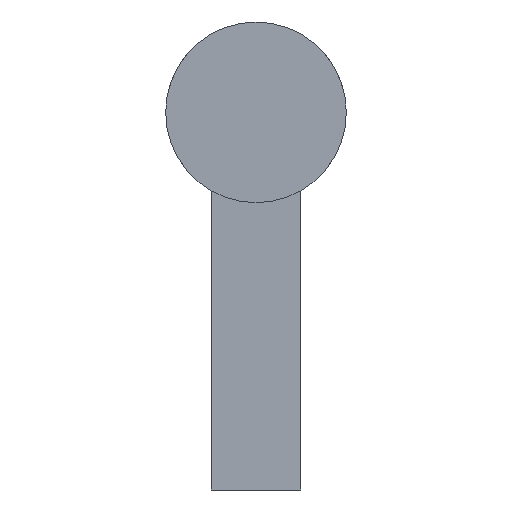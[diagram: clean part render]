
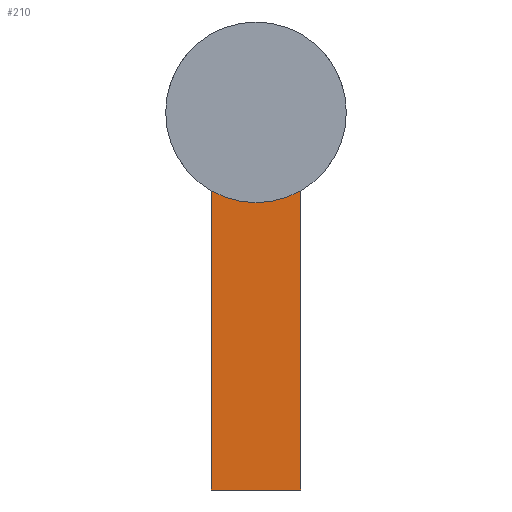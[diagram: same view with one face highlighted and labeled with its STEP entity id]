
A CAD part, front view. The second image highlights one B-rep face of the part: STEP entity #210.
In plain terms, the highlighted planar face has unit normal (0, -1, 0).
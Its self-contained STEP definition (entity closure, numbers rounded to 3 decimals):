
#43 = VERTEX_POINT ( 'NONE', #135 ) ;
#44 = EDGE_CURVE ( 'NONE', #325, #43, #372, .T. ) ;
#45 = CARTESIAN_POINT ( 'NONE',  ( -22.4, 17., -39.029 ) ) ;
#52 = EDGE_LOOP ( 'NONE', ( #227, #221, #148, #151, #121 ) ) ;
#65 = LINE ( 'NONE', #270, #174 ) ;
#75 = FACE_OUTER_BOUND ( 'NONE', #52, .T. ) ;
#87 = DIRECTION ( 'NONE',  ( 0., 1., 0. ) ) ;
#100 = AXIS2_PLACEMENT_3D ( 'NONE', #324, #87, #190 ) ;
#109 = CARTESIAN_POINT ( 'NONE',  ( -22.4, 17., 0. ) ) ;
#121 = ORIENTED_EDGE ( 'NONE', *, *, #312, .T. ) ;
#135 = CARTESIAN_POINT ( 'NONE',  ( 0., 17., -45. ) ) ;
#139 = EDGE_CURVE ( 'NONE', #161, #325, #65, .T. ) ;
#140 = DIRECTION ( 'NONE',  ( 0., 1., 0. ) ) ;
#143 = DIRECTION ( 'NONE',  ( 0., 0., 1. ) ) ;
#148 = ORIENTED_EDGE ( 'NONE', *, *, #346, .T. ) ;
#149 = CARTESIAN_POINT ( 'NONE',  ( -22.4, 17., -188.13 ) ) ;
#151 = ORIENTED_EDGE ( 'NONE', *, *, #296, .T. ) ;
#161 = VERTEX_POINT ( 'NONE', #209 ) ;
#164 = CIRCLE ( 'NONE', #100, 45. ) ;
#167 = DIRECTION ( 'NONE',  ( 0., 1., 0. ) ) ;
#174 = VECTOR ( 'NONE', #436, 1000. ) ;
#183 = LINE ( 'NONE', #291, #204 ) ;
#186 = CARTESIAN_POINT ( 'NONE',  ( 22.4, 17., -39.029 ) ) ;
#190 = DIRECTION ( 'NONE',  ( 0., 0., 1. ) ) ;
#204 = VECTOR ( 'NONE', #394, 1000. ) ;
#209 = CARTESIAN_POINT ( 'NONE',  ( 22.4, 17., -188.13 ) ) ;
#210 = ADVANCED_FACE ( 'NONE', ( #75 ), #212, .F. ) ;
#212 = PLANE ( 'NONE',  #224 ) ;
#221 = ORIENTED_EDGE ( 'NONE', *, *, #44, .T. ) ;
#224 = AXIS2_PLACEMENT_3D ( 'NONE', #347, #140, #143 ) ;
#227 = ORIENTED_EDGE ( 'NONE', *, *, #139, .T. ) ;
#270 = CARTESIAN_POINT ( 'NONE',  ( 22.4, 17., 0. ) ) ;
#291 = CARTESIAN_POINT ( 'NONE',  ( 0., 17., -188.13 ) ) ;
#292 = VECTOR ( 'NONE', #319, 1000. ) ;
#295 = CARTESIAN_POINT ( 'NONE',  ( 0., 17., 0. ) ) ;
#296 = EDGE_CURVE ( 'NONE', #398, #411, #417, .T. ) ;
#312 = EDGE_CURVE ( 'NONE', #411, #161, #183, .T. ) ;
#319 = DIRECTION ( 'NONE',  ( 0., 0., -1. ) ) ;
#324 = CARTESIAN_POINT ( 'NONE',  ( 0., 17., 0. ) ) ;
#325 = VERTEX_POINT ( 'NONE', #186 ) ;
#346 = EDGE_CURVE ( 'NONE', #43, #398, #164, .T. ) ;
#347 = CARTESIAN_POINT ( 'NONE',  ( 0., 17., 0. ) ) ;
#372 = CIRCLE ( 'NONE', #425, 45. ) ;
#394 = DIRECTION ( 'NONE',  ( 1., 0., 0. ) ) ;
#398 = VERTEX_POINT ( 'NONE', #45 ) ;
#411 = VERTEX_POINT ( 'NONE', #149 ) ;
#417 = LINE ( 'NONE', #109, #292 ) ;
#425 = AXIS2_PLACEMENT_3D ( 'NONE', #295, #167, #432 ) ;
#432 = DIRECTION ( 'NONE',  ( 0., 0., 1. ) ) ;
#436 = DIRECTION ( 'NONE',  ( 0., 0., 1. ) ) ;
